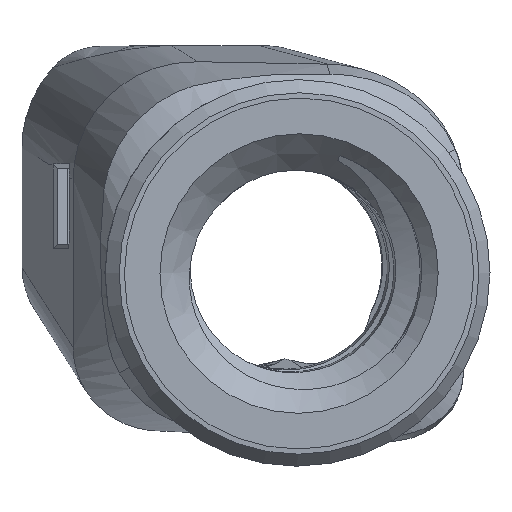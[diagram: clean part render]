
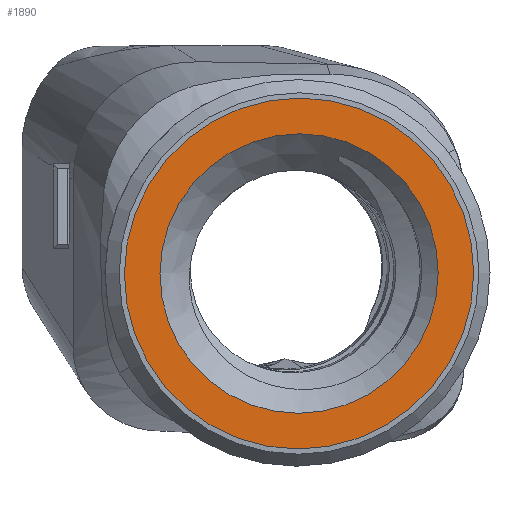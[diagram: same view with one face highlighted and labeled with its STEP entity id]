
A CAD part, top view. The second image highlights one B-rep face of the part: STEP entity #1890.
In plain terms, the highlighted planar face has unit normal (0.103, -0.044, 0.994).
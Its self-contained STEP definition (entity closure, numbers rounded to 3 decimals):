
#16=FACE_BOUND('',#319,.T.);
#51=PLANE('',#2019);
#211=FACE_OUTER_BOUND('',#318,.T.);
#318=EDGE_LOOP('',(#1716));
#319=EDGE_LOOP('',(#1717));
#338=CIRCLE('',#1928,13.812);
#344=CIRCLE('',#1939,11.);
#757=VERTEX_POINT('',#2854);
#775=VERTEX_POINT('',#2986);
#941=EDGE_CURVE('',#757,#757,#338,.F.);
#963=EDGE_CURVE('',#775,#775,#344,.T.);
#1716=ORIENTED_EDGE('',*,*,#941,.T.);
#1717=ORIENTED_EDGE('',*,*,#963,.T.);
#1890=ADVANCED_FACE('',(#211,#16),#51,.F.);
#1928=AXIS2_PLACEMENT_3D('',#2856,#2053,#2054);
#1939=AXIS2_PLACEMENT_3D('',#2988,#2080,#2081);
#2019=AXIS2_PLACEMENT_3D('',#9586,#2346,#2347);
#2053=DIRECTION('center_axis',(-0.103,0.044,-0.994));
#2054=DIRECTION('ref_axis',(-0.995,0.,0.103));
#2080=DIRECTION('center_axis',(-0.103,0.044,-0.994));
#2081=DIRECTION('ref_axis',(-0.995,0.,0.103));
#2346=DIRECTION('center_axis',(-0.103,0.044,-0.994));
#2347=DIRECTION('ref_axis',(-0.995,0.,0.103));
#2854=CARTESIAN_POINT('',(15.992,-1.442,19.37));
#2856=CARTESIAN_POINT('Origin',(2.253,-1.442,20.796));
#2986=CARTESIAN_POINT('',(-8.688,-1.442,21.931));
#2988=CARTESIAN_POINT('Origin',(2.253,-1.442,20.796));
#9586=CARTESIAN_POINT('Origin',(2.253,-1.442,20.796));
